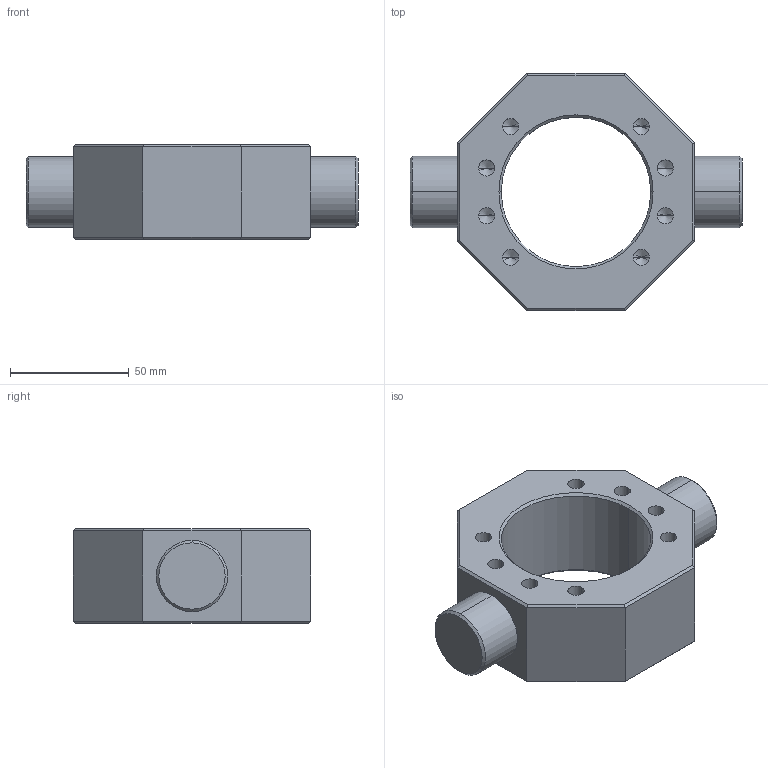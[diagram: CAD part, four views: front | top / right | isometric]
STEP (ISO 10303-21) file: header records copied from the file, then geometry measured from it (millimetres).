
FILE_DESCRIPTION (( 'STEP AP214' ), '1' );
FILE_NAME ('KA 4005 - 4010 - 4020.step', '2020-09-08T06:27:03', ( '' ), ( '' ), 'SwSTEP 2.0', 'SolidWorks 2020', '' );
FILE_SCHEMA (( 'AUTOMOTIVE_DESIGN' ));
Length unit declared in the file: millimetre
Products named in the file (1): KA 4005 - 4010 - 4020
Bounding box: 140 x 100 x 40 mm (x, y, z)
Volume: 225803.4 mm3; surface area: 39424.4 mm2
Topology: 1 solids, 1 shells, 106 faces, 250 edges, 132 vertices
Faces by surface type: cone 40, cylinder 38, plane 28
Entity records: 3156 total; most frequent: DIRECTION 516, CARTESIAN_POINT 457, ORIENTED_EDGE 436, EDGE_CURVE 218, AXIS2_PLACEMENT_3D 191, VECTOR 134, LINE 134, VERTEX_POINT 132
